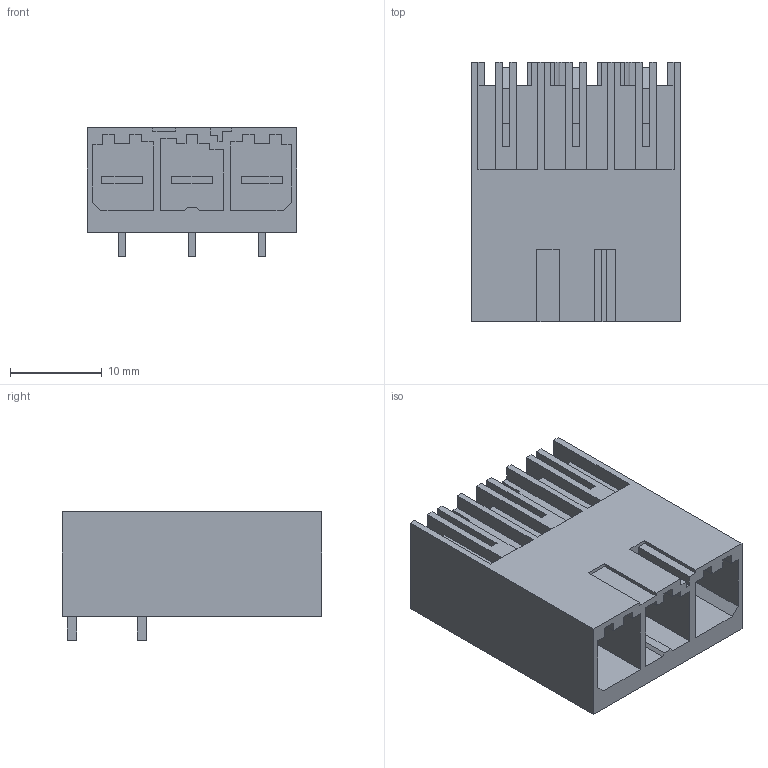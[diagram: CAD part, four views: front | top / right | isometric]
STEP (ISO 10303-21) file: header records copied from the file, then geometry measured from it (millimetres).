
FILE_DESCRIPTION(('CATIA V5 STEP','CAx-IF Rec.Pracs.--- Model Styling and Organization---1.4--- 2014-01-23'),'2;1');
FILE_NAME ('211050-5_0_2499500000_2499500000.stp','2023-09-25T08:20:47+00:00',('none'),('Weidmueller'),'CATIA Version 5-6 Release 2016 SP3 HF44','CATIA V5 STEP AP214','none');
FILE_SCHEMA(('AUTOMOTIVE_DESIGN { 1 0 10303 214 1 1 1 1 }'));
Length unit declared in the file: millimetre
Products named in the file (1): 2499500000
Bounding box: 22.86 x 28.3 x 14 mm (x, y, z)
Volume: 3544.9 mm3; surface area: 6129.5 mm2
Topology: 4 solids, 4 shells, 301 faces, 895 edges, 603 vertices
Faces by surface type: plane 293, cylinder 8
Entity records: 9562 total; most frequent: ORIENTED_EDGE 1790, CARTESIAN_POINT 1727, DIRECTION 1342, EDGE_CURVE 895, VECTOR 872, LINE 872, VERTEX_POINT 603, EDGE_LOOP 308
